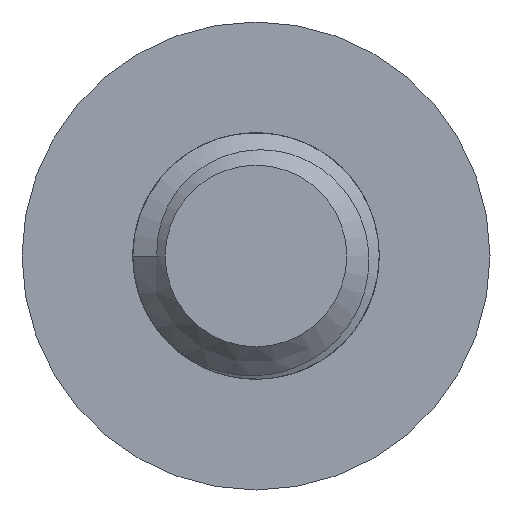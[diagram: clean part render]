
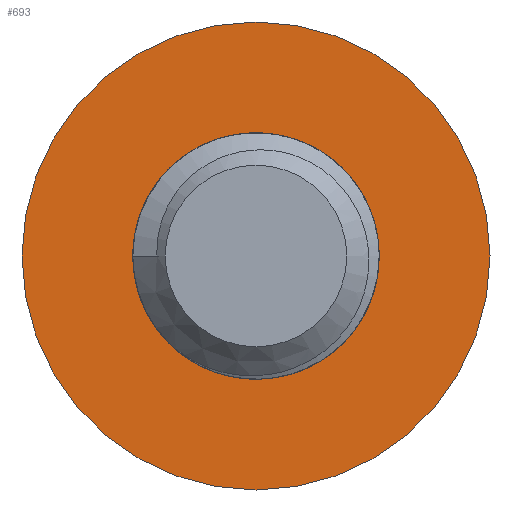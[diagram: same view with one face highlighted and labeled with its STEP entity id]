
A CAD part, left-side view. The second image highlights one B-rep face of the part: STEP entity #693.
In plain terms, the highlighted face is planar.
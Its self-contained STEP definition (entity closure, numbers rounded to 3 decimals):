
#24=PLANE('',#765);
#36=FACE_BOUND('',#131,.T.);
#45=CIRCLE('',#729,2.);
#46=CIRCLE('',#731,2.);
#49=CIRCLE('',#751,3.8);
#58=CIRCLE('',#766,2.);
#84=FACE_OUTER_BOUND('',#130,.T.);
#130=EDGE_LOOP('',(#540));
#131=EDGE_LOOP('',(#541,#542,#543));
#282=VERTEX_POINT('',#1109);
#284=VERTEX_POINT('',#1112);
#287=VERTEX_POINT('',#1155);
#321=VERTEX_POINT('',#2345);
#346=EDGE_CURVE('',#282,#284,#45,.T.);
#350=EDGE_CURVE('',#284,#287,#46,.T.);
#401=EDGE_CURVE('',#321,#321,#49,.T.);
#415=EDGE_CURVE('',#287,#282,#58,.T.);
#540=ORIENTED_EDGE('',*,*,#401,.F.);
#541=ORIENTED_EDGE('',*,*,#350,.F.);
#542=ORIENTED_EDGE('',*,*,#346,.F.);
#543=ORIENTED_EDGE('',*,*,#415,.F.);
#693=ADVANCED_FACE('',(#84,#36),#24,.F.);
#729=AXIS2_PLACEMENT_3D('',#1113,#794,#795);
#731=AXIS2_PLACEMENT_3D('',#1156,#799,#800);
#751=AXIS2_PLACEMENT_3D('',#2347,#855,#856);
#765=AXIS2_PLACEMENT_3D('',#2448,#885,#886);
#766=AXIS2_PLACEMENT_3D('',#2449,#887,#888);
#794=DIRECTION('center_axis',(0.,0.,-1.));
#795=DIRECTION('ref_axis',(1.,0.,0.));
#799=DIRECTION('center_axis',(0.,0.,-1.));
#800=DIRECTION('ref_axis',(1.,0.,0.));
#855=DIRECTION('center_axis',(0.,0.,1.));
#856=DIRECTION('ref_axis',(1.,0.,0.));
#885=DIRECTION('center_axis',(0.,0.,1.));
#886=DIRECTION('ref_axis',(1.,0.,0.));
#887=DIRECTION('center_axis',(0.,0.,-1.));
#888=DIRECTION('ref_axis',(1.,0.,0.));
#1109=CARTESIAN_POINT('',(0.,-2.,-2.2));
#1112=CARTESIAN_POINT('',(-1.237,-1.571,-2.2));
#1113=CARTESIAN_POINT('Origin',(0.,0.,-2.2));
#1155=CARTESIAN_POINT('',(-1.988,-0.214,-2.2));
#1156=CARTESIAN_POINT('Origin',(0.,0.,-2.2));
#2345=CARTESIAN_POINT('',(-3.8,0.,-2.2));
#2347=CARTESIAN_POINT('Origin',(0.,0.,-2.2));
#2448=CARTESIAN_POINT('Origin',(0.,-3.8,-2.2));
#2449=CARTESIAN_POINT('Origin',(0.,0.,-2.2));
